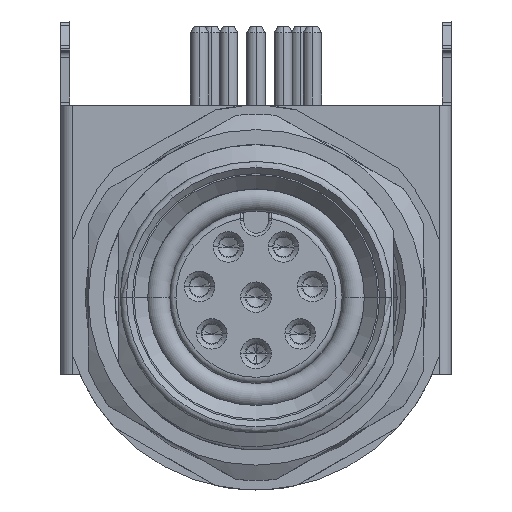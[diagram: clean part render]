
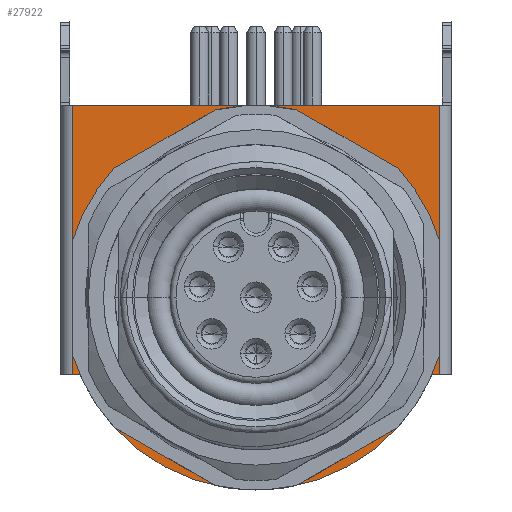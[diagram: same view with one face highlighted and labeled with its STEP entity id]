
A CAD part, top view. The second image highlights one B-rep face of the part: STEP entity #27922.
In plain terms, the highlighted planar face has unit normal (0, 0, 1).
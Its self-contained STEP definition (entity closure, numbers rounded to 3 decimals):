
#25758=DIRECTION('',(0.,1.,0.));
#25759=VECTOR('',#25758,8.8);
#25760=CARTESIAN_POINT('',(6.,-2.5,-5.8));
#25761=LINE('',#25760,#25759);
#25950=DIRECTION('',(-1.,0.,0.));
#25951=VECTOR('',#25950,12.);
#25952=CARTESIAN_POINT('',(6.,6.3,-5.8));
#25953=LINE('',#25952,#25951);
#26437=DIRECTION('',(0.,-1.,0.));
#26438=VECTOR('',#26437,8.8);
#26439=CARTESIAN_POINT('',(-6.,6.3,-5.8));
#26440=LINE('',#26439,#26438);
#26445=DIRECTION('',(-1.,0.,0.));
#26446=VECTOR('',#26445,0.217);
#26447=CARTESIAN_POINT('',(6.,-2.5,-5.8));
#26448=LINE('',#26447,#26446);
#26449=CARTESIAN_POINT('',(0.,0.,-5.8));
#26450=DIRECTION('',(0.,0.,-1.));
#26451=DIRECTION('',(0.918,-0.397,0.));
#26452=AXIS2_PLACEMENT_3D('',#26449,#26450,#26451);
#26454=DIRECTION('',(-1.,0.,0.));
#26455=VECTOR('',#26454,0.217);
#26456=CARTESIAN_POINT('',(-5.783,-2.5,-5.8));
#26457=LINE('',#26456,#26455);
#26458=CARTESIAN_POINT('',(0.,0.,-5.8));
#26459=DIRECTION('',(0.,0.,1.));
#26460=DIRECTION('',(-1.,0.,0.));
#26461=AXIS2_PLACEMENT_3D('',#26458,#26459,#26460);
#26463=CARTESIAN_POINT('',(0.,0.,-5.8));
#26464=DIRECTION('',(0.,0.,1.));
#26465=DIRECTION('',(1.,0.,0.));
#26466=AXIS2_PLACEMENT_3D('',#26463,#26464,#26465);
#26734=CARTESIAN_POINT('',(6.,-2.5,-5.8));
#26735=VERTEX_POINT('',#26734);
#26736=CARTESIAN_POINT('',(6.,6.3,-5.8));
#26737=VERTEX_POINT('',#26736);
#26746=CARTESIAN_POINT('',(5.783,-2.5,-5.8));
#26747=VERTEX_POINT('',#26746);
#26834=CARTESIAN_POINT('',(-6.,6.3,-5.8));
#26835=VERTEX_POINT('',#26834);
#26914=CARTESIAN_POINT('',(-6.,-2.5,-5.8));
#26915=VERTEX_POINT('',#26914);
#26916=CARTESIAN_POINT('',(-5.783,-2.5,-5.8));
#26917=VERTEX_POINT('',#26916);
#26984=CARTESIAN_POINT('',(-5.15,0.,-5.8));
#26985=CARTESIAN_POINT('',(5.15,0.,-5.8));
#26986=VERTEX_POINT('',#26984);
#26987=VERTEX_POINT('',#26985);
#27902=CARTESIAN_POINT('',(6.4,-2.5,-5.8));
#27903=DIRECTION('',(0.,0.,1.));
#27904=DIRECTION('',(0.,1.,0.));
#27905=AXIS2_PLACEMENT_3D('',#27902,#27903,#27904);
#27906=PLANE('',#27905);
#27907=ORIENTED_EDGE('',*,*,#27895,.F.);
#27908=ORIENTED_EDGE('',*,*,#27242,.F.);
#27909=ORIENTED_EDGE('',*,*,#27077,.F.);
#27910=ORIENTED_EDGE('',*,*,#27098,.T.);
#27912=ORIENTED_EDGE('',*,*,#27911,.T.);
#27913=ORIENTED_EDGE('',*,*,#27361,.T.);
#27914=EDGE_LOOP('',(#27907,#27908,#27909,#27910,#27912,#27913));
#27915=FACE_OUTER_BOUND('',#27914,.F.);
#27917=ORIENTED_EDGE('',*,*,#27916,.T.);
#27919=ORIENTED_EDGE('',*,*,#27918,.T.);
#27920=EDGE_LOOP('',(#27917,#27919));
#27921=FACE_BOUND('',#27920,.F.);
#26453=CIRCLE('',#26452,6.3);
#26462=CIRCLE('',#26461,5.15);
#26467=CIRCLE('',#26466,5.15);
#27077=EDGE_CURVE('',#26735,#26737,#25761,.T.);
#27098=EDGE_CURVE('',#26735,#26747,#26448,.T.);
#27242=EDGE_CURVE('',#26737,#26835,#25953,.T.);
#27361=EDGE_CURVE('',#26917,#26915,#26457,.T.);
#27895=EDGE_CURVE('',#26835,#26915,#26440,.T.);
#27911=EDGE_CURVE('',#26747,#26917,#26453,.T.);
#27916=EDGE_CURVE('',#26986,#26987,#26462,.T.);
#27918=EDGE_CURVE('',#26987,#26986,#26467,.T.);
#27922=ADVANCED_FACE('',(#27915,#27921),#27906,.T.);
